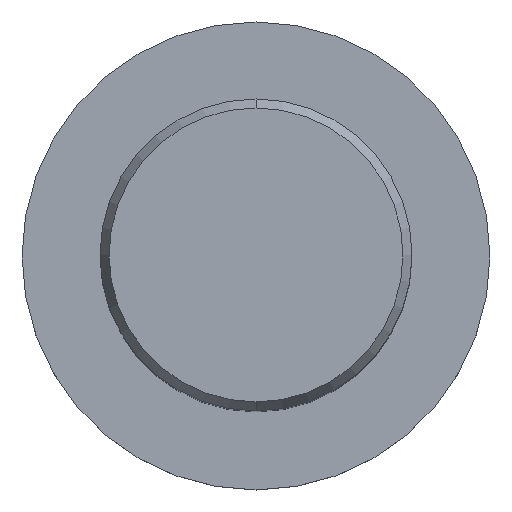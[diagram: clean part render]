
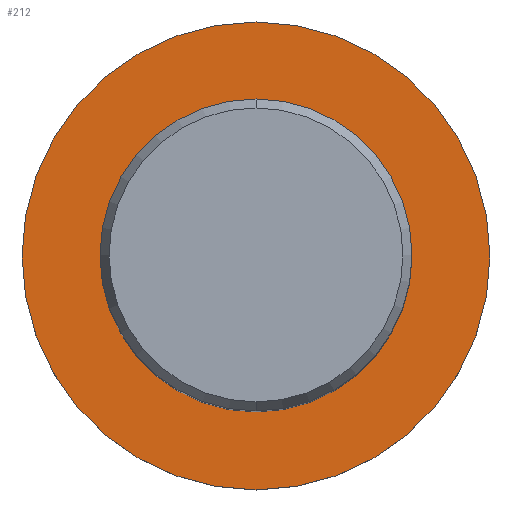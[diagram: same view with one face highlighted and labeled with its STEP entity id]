
A CAD part, top view. The second image highlights one B-rep face of the part: STEP entity #212.
In plain terms, the highlighted planar face has unit normal (0, 0, 1).
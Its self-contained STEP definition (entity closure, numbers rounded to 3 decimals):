
#192=EDGE_CURVE('',#456,#204,#525,.T.);
#204=VERTEX_POINT('',#538);
#212=ADVANCED_FACE('',(#546,#547),#548,.T.);
#214=VERTEX_POINT('',#550);
#264=EDGE_CURVE('',#214,#342,#604,.T.);
#282=EDGE_CURVE('',#204,#456,#624,.T.);
#342=VERTEX_POINT('',#691);
#450=EDGE_CURVE('',#342,#214,#808,.T.);
#456=VERTEX_POINT('',#815);
#525=CIRCLE('',#884,16.0);
#538=CARTESIAN_POINT('',(0.0,16.0,-60.0));
#546=FACE_BOUND('',#964,.T.);
#547=FACE_OUTER_BOUND('',#965,.T.);
#548=PLANE('',#966);
#550=CARTESIAN_POINT('',(0.0,24.0,-60.0));
#604=CIRCLE('',#1097,24.0);
#624=CIRCLE('',#1120,16.0);
#691=CARTESIAN_POINT('',(0.,-24.0,-60.0));
#808=CIRCLE('',#1483,24.0);
#815=CARTESIAN_POINT('',(0.,-16.0,-60.0));
#884=AXIS2_PLACEMENT_3D('',#1603,#1604,#1605);
#964=EDGE_LOOP('',(#1620,#1621));
#965=EDGE_LOOP('',(#1622,#1623));
#966=AXIS2_PLACEMENT_3D('',#1624,#1625,#1626);
#1097=AXIS2_PLACEMENT_3D('',#1679,#1680,#1681);
#1120=AXIS2_PLACEMENT_3D('',#1703,#1704,#1705);
#1483=AXIS2_PLACEMENT_3D('',#1923,#1924,#1925);
#1603=CARTESIAN_POINT('',(0.0,0.0,-60.0));
#1604=DIRECTION('',(-0.0,0.0,-1.0));
#1605=DIRECTION('',(0.0,1.0,0.0));
#1620=ORIENTED_EDGE('',*,*,#282,.T.);
#1621=ORIENTED_EDGE('',*,*,#192,.T.);
#1622=ORIENTED_EDGE('',*,*,#264,.F.);
#1623=ORIENTED_EDGE('',*,*,#450,.F.);
#1624=CARTESIAN_POINT('',(0.0,12.0,-60.0));
#1625=DIRECTION('',(-0.0,0.0,1.0));
#1626=DIRECTION('',(0.0,-1.0,0.0));
#1679=CARTESIAN_POINT('',(0.0,0.0,-60.0));
#1680=DIRECTION('',(0.0,0.0,-1.0));
#1681=DIRECTION('',(0.0,1.0,0.0));
#1703=CARTESIAN_POINT('',(0.0,0.0,-60.0));
#1704=DIRECTION('',(-0.0,0.0,-1.0));
#1705=DIRECTION('',(0.0,1.0,0.0));
#1923=CARTESIAN_POINT('',(0.0,0.0,-60.0));
#1924=DIRECTION('',(0.0,0.0,-1.0));
#1925=DIRECTION('',(0.0,1.0,0.0));
